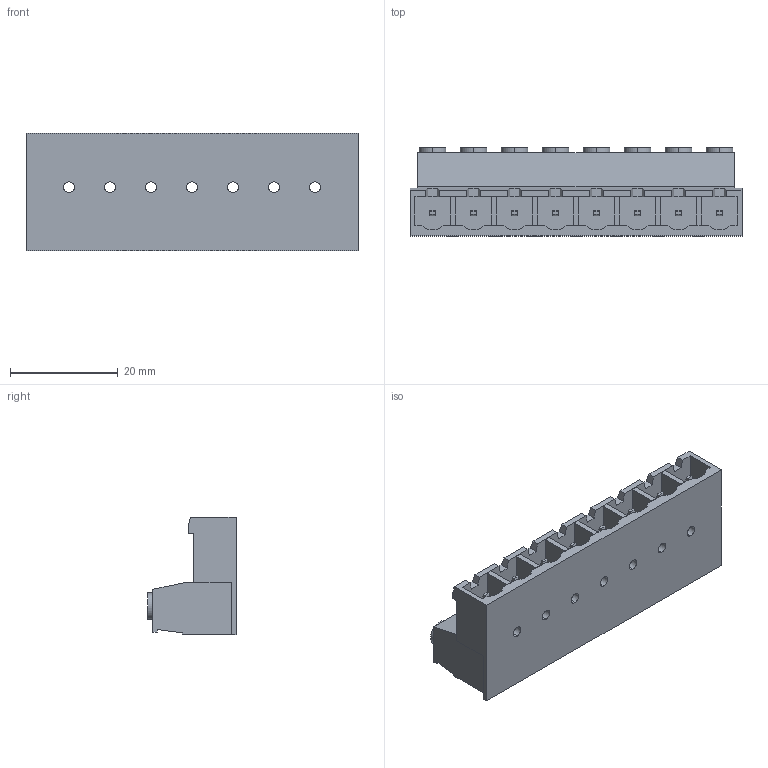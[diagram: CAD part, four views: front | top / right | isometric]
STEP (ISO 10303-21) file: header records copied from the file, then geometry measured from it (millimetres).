
FILE_DESCRIPTION (( 'STEP AP203' ), '1' );
FILE_NAME ('SOKETLI KABLO BIRLESIRICI KLEMENS - 7,62 MM KABLO BIRLESTIRICI ERKEK - 8 LI.STEP', '2018-09-28T12:20:44', ( 'user' ), ( '' ), 'SwSTEP 2.0', 'SolidWorks 2016', '' );
FILE_SCHEMA (( 'CONFIG_CONTROL_DESIGN' ));
Length unit declared in the file: millimetre
Products named in the file (1): SOKETLI KABLO BIRLESIRICI KLEMENS  - 7,62 MM  KABLO BIRLESTIRICI ERKEK - 8 LI
Bounding box: 61.7 x 16.4 x 21.75 mm (x, y, z)
Volume: 11048.9 mm3; surface area: 8381.1 mm2
Topology: 1 solids, 1 shells, 340 faces, 892 edges, 594 vertices
Faces by surface type: plane 286, cylinder 54
Entity records: 10485 total; most frequent: CARTESIAN_POINT 1827, ORIENTED_EDGE 1784, DIRECTION 1714, EDGE_CURVE 892, LINE 752, VECTOR 752, VERTEX_POINT 594, AXIS2_PLACEMENT_3D 481
